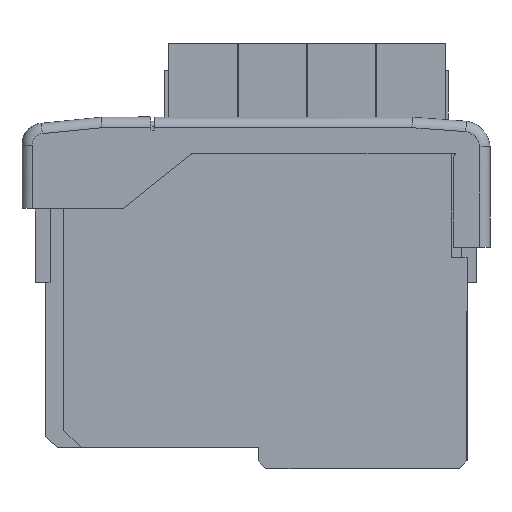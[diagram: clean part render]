
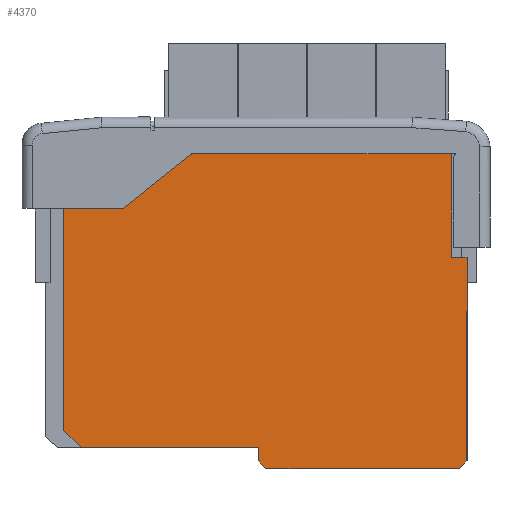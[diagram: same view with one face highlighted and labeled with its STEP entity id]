
A CAD part, left-side view. The second image highlights one B-rep face of the part: STEP entity #4370.
In plain terms, the highlighted planar face has unit normal (-1, 0, 0).
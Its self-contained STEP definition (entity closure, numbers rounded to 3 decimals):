
#4291 = EDGE_LOOP ( 'NONE', ( #4505, #4549, #4476, #4540, #4472, #4470, #4628, #4689, #4687, #6058, #6145 ) ) ;
#4370 = ADVANCED_FACE ( 'NONE', ( #12854 ), #12877, .T. ) ;
#4432 = EDGE_CURVE ( 'NONE', #4612, #4539, #13374, .T. ) ;
#4470 = ORIENTED_EDGE ( 'NONE', *, *, #13612, .F. ) ;
#4472 = ORIENTED_EDGE ( 'NONE', *, *, #14048, .F. ) ;
#4476 = ORIENTED_EDGE ( 'NONE', *, *, #13647, .F. ) ;
#4505 = ORIENTED_EDGE ( 'NONE', *, *, #4432, .F. ) ;
#4539 = VERTEX_POINT ( 'NONE', #13819 ) ;
#4540 = ORIENTED_EDGE ( 'NONE', *, *, #13596, .F. ) ;
#4549 = ORIENTED_EDGE ( 'NONE', *, *, #4624, .F. ) ;
#4612 = VERTEX_POINT ( 'NONE', #13407 ) ;
#4624 = EDGE_CURVE ( 'NONE', #13637, #4612, #17674, .T. ) ;
#4628 = ORIENTED_EDGE ( 'NONE', *, *, #14055, .F. ) ;
#4687 = ORIENTED_EDGE ( 'NONE', *, *, #4901, .F. ) ;
#4689 = ORIENTED_EDGE ( 'NONE', *, *, #4823, .F. ) ;
#4823 = EDGE_CURVE ( 'NONE', #4885, #4824, #20941, .T. ) ;
#4824 = VERTEX_POINT ( 'NONE', #20943 ) ;
#4831 = EDGE_CURVE ( 'NONE', #4850, #4933, #20811, .T. ) ;
#4850 = VERTEX_POINT ( 'NONE', #21365 ) ;
#4885 = VERTEX_POINT ( 'NONE', #14909 ) ;
#4894 = EDGE_CURVE ( 'NONE', #4539, #4850, #14967, .T. ) ;
#4901 = EDGE_CURVE ( 'NONE', #4933, #4885, #15025, .T. ) ;
#4933 = VERTEX_POINT ( 'NONE', #22076 ) ;
#6058 = ORIENTED_EDGE ( 'NONE', *, *, #4831, .F. ) ;
#6145 = ORIENTED_EDGE ( 'NONE', *, *, #4894, .F. ) ;
#12854 = FACE_OUTER_BOUND ( 'NONE', #4291, .T. ) ;
#12876 = AXIS2_PLACEMENT_3D ( 'NONE', #12886, #12885, #12918 ) ;
#12877 = PLANE ( 'NONE',  #12876 ) ;
#12885 = DIRECTION ( 'NONE',  ( -1., 0., 0. ) ) ;
#12886 = CARTESIAN_POINT ( 'NONE',  ( 6.283, -1.984, -96.293 ) ) ;
#12918 = DIRECTION ( 'NONE',  ( 0., 0., 1. ) ) ;
#13374 = LINE ( 'NONE', #13382, #13380 ) ;
#13375 = DIRECTION ( 'NONE',  ( 0., 0.726, 0.687 ) ) ;
#13380 = VECTOR ( 'NONE', #13375, 1000. ) ;
#13382 = CARTESIAN_POINT ( 'NONE',  ( 6.283, 41.479, -55.161 ) ) ;
#13407 = CARTESIAN_POINT ( 'NONE',  ( 6.283, 38.02, -58.434 ) ) ;
#13595 = VERTEX_POINT ( 'NONE', #19730 ) ;
#13596 = EDGE_CURVE ( 'NONE', #13619, #13597, #19779, .T. ) ;
#13597 = VERTEX_POINT ( 'NONE', #19774 ) ;
#13612 = EDGE_CURVE ( 'NONE', #14065, #13595, #19810, .T. ) ;
#13619 = VERTEX_POINT ( 'NONE', #19797 ) ;
#13637 = VERTEX_POINT ( 'NONE', #19828 ) ;
#13647 = EDGE_CURVE ( 'NONE', #13597, #13637, #19856, .T. ) ;
#13819 = CARTESIAN_POINT ( 'NONE',  ( 6.283, 41.479, -55.161 ) ) ;
#14048 = EDGE_CURVE ( 'NONE', #13595, #13619, #20590, .T. ) ;
#14055 = EDGE_CURVE ( 'NONE', #4824, #14065, #20668, .T. ) ;
#14065 = VERTEX_POINT ( 'NONE', #20647 ) ;
#14909 = CARTESIAN_POINT ( 'NONE',  ( 6.283, -33.105, -21.803 ) ) ;
#14964 = DIRECTION ( 'NONE',  ( 0., 0., 1. ) ) ;
#14965 = VECTOR ( 'NONE', #14964, 1000. ) ;
#14966 = CARTESIAN_POINT ( 'NONE',  ( 6.283, 41.479, 0. ) ) ;
#14967 = LINE ( 'NONE', #14966, #14965 ) ;
#15022 = DIRECTION ( 'NONE',  ( 0., 0., -1. ) ) ;
#15023 = VECTOR ( 'NONE', #15022, 1000. ) ;
#15024 = CARTESIAN_POINT ( 'NONE',  ( 6.283, -33.105, 0.248 ) ) ;
#15025 = LINE ( 'NONE', #15024, #15023 ) ;
#17668 = DIRECTION ( 'NONE',  ( 0., 1., 0. ) ) ;
#17670 = VECTOR ( 'NONE', #17668, 1000. ) ;
#17672 = CARTESIAN_POINT ( 'NONE',  ( 6.283, 38.02, -58.434 ) ) ;
#17674 = LINE ( 'NONE', #17672, #17670 ) ;
#19730 = CARTESIAN_POINT ( 'NONE',  ( 6.283, -34.595, -62.478 ) ) ;
#19774 = CARTESIAN_POINT ( 'NONE',  ( 6.283, 3.921, -60.939 ) ) ;
#19776 = DIRECTION ( 'NONE',  ( 0., 0.664, 0.748 ) ) ;
#19777 = VECTOR ( 'NONE', #19776, 1000. ) ;
#19778 = CARTESIAN_POINT ( 'NONE',  ( 6.283, 3.921, -60.939 ) ) ;
#19779 = LINE ( 'NONE', #19778, #19777 ) ;
#19797 = CARTESIAN_POINT ( 'NONE',  ( 6.283, 2.555, -62.478 ) ) ;
#19807 = DIRECTION ( 'NONE',  ( 0., 0.694, -0.72 ) ) ;
#19808 = VECTOR ( 'NONE', #19807, 1000. ) ;
#19809 = CARTESIAN_POINT ( 'NONE',  ( 6.283, -34.595, -62.478 ) ) ;
#19810 = LINE ( 'NONE', #19809, #19808 ) ;
#19828 = CARTESIAN_POINT ( 'NONE',  ( 6.283, 3.921, -58.434 ) ) ;
#19853 = DIRECTION ( 'NONE',  ( 0., 0., 1. ) ) ;
#19854 = VECTOR ( 'NONE', #19853, 1000. ) ;
#19855 = CARTESIAN_POINT ( 'NONE',  ( 6.283, 3.921, -58.434 ) ) ;
#19856 = LINE ( 'NONE', #19855, #19854 ) ;
#20586 = DIRECTION ( 'NONE',  ( 0., 1., 0. ) ) ;
#20588 = VECTOR ( 'NONE', #20586, 1000. ) ;
#20589 = CARTESIAN_POINT ( 'NONE',  ( 6.283, 2.555, -62.478 ) ) ;
#20590 = LINE ( 'NONE', #20589, #20588 ) ;
#20647 = CARTESIAN_POINT ( 'NONE',  ( 6.283, -36.079, -60.939 ) ) ;
#20665 = DIRECTION ( 'NONE',  ( 0., 0.001, -1. ) ) ;
#20666 = VECTOR ( 'NONE', #20665, 1000. ) ;
#20667 = CARTESIAN_POINT ( 'NONE',  ( 6.283, -36.113, -21.803 ) ) ;
#20668 = LINE ( 'NONE', #20667, #20666 ) ;
#20767 = DIRECTION ( 'NONE',  ( 0., -1., 0. ) ) ;
#20775 = VECTOR ( 'NONE', #20767, 1000. ) ;
#20777 = CARTESIAN_POINT ( 'NONE',  ( 6.283, -33.105, -21.803 ) ) ;
#20807 = DIRECTION ( 'NONE',  ( 0., -1., 0.003 ) ) ;
#20808 = VECTOR ( 'NONE', #20807, 1000. ) ;
#20810 = CARTESIAN_POINT ( 'NONE',  ( 6.283, 41.479, 0. ) ) ;
#20811 = LINE ( 'NONE', #20810, #20808 ) ;
#20941 = LINE ( 'NONE', #20777, #20775 ) ;
#20943 = CARTESIAN_POINT ( 'NONE',  ( 6.283, -36.113, -21.803 ) ) ;
#21365 = CARTESIAN_POINT ( 'NONE',  ( 6.283, 41.479, 0. ) ) ;
#22076 = CARTESIAN_POINT ( 'NONE',  ( 6.283, -33.105, 0.248 ) ) ;
